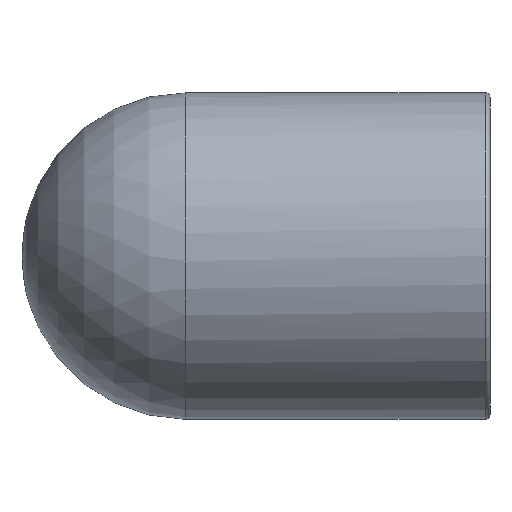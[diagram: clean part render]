
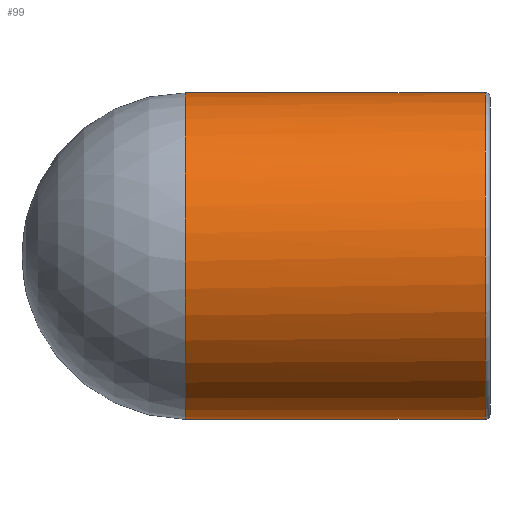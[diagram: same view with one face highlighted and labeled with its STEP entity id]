
A CAD part, left-side view. The second image highlights one B-rep face of the part: STEP entity #99.
In plain terms, the highlighted cylindrical face has radius 31 mm (diameter 62 mm), a full revolution.
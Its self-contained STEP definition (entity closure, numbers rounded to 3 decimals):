
#99 = ADVANCED_FACE( '', ( #202, #203 ), #204, .T. );
#202 = FACE_OUTER_BOUND( '', #337, .T. );
#203 = FACE_OUTER_BOUND( '', #338, .T. );
#204 = CYLINDRICAL_SURFACE( '', #339, 31. );
#337 = EDGE_LOOP( '', ( #530 ) );
#338 = EDGE_LOOP( '', ( #531, #532 ) );
#339 = AXIS2_PLACEMENT_3D( '', #533, #534, #535 );
#530 = ORIENTED_EDGE( '', *, *, #635, .F. );
#531 = ORIENTED_EDGE( '', *, *, #629, .F. );
#532 = ORIENTED_EDGE( '', *, *, #566, .T. );
#533 = CARTESIAN_POINT( '', ( 0., 0., 0. ) );
#534 = DIRECTION( '', ( 0., 1., 0. ) );
#535 = DIRECTION( '', ( 0., 0., -1. ) );
#566 = EDGE_CURVE( '', #645, #648, #650, .T. );
#629 = EDGE_CURVE( '', #645, #648, #744, .T. );
#635 = EDGE_CURVE( '', #751, #751, #752, .T. );
#645 = VERTEX_POINT( '', #763 );
#648 = VERTEX_POINT( '', #803 );
#650 = CIRCLE( '', #842, 31. );
#744 = B_SPLINE_CURVE_WITH_KNOTS( '', 3, ( #1102, #1103, #1104, #1105, #1106, #1107, #1108, #1109, #1110, #1111, #1112, #1113, #1114, #1115, #1116, #1117, #1118, #1119, #1120, #1121, #1122, #1123, #1124, #1125, #1126, #1127, #1128, #1129, #1130, #1131, #1132, #1133, #1134, #1135, #1136, #1137, #1138, #1139, #1140, #1141, #1142, #1143, #1144, #1145, #1146, #1147, #1148, #1149, #1150, #1151, #1152, #1153, #1154, #1155, #1156, #1157, #1158, #1159, #1160, #1161, #1162, #1163, #1164, #1165, #1166, #1167, #1168, #1169, #1170, #1171, #1172, #1173, #1174, #1175, #1176, #1177, #1178, #1179 ), .UNSPECIFIED., .F., .F., ( 4, 2, 2, 2, 2, 2, 2, 2, 2, 2, 2, 2, 2, 2, 2, 2, 2, 2, 2, 2, 2, 2, 2, 2, 2, 2, 2, 2, 2, 2, 2, 2, 2, 2, 2, 2, 2, 2, 4 ), ( 0.054, 0.055, 0.055, 0.057, 0.059, 0.06, 0.064, 0.067, 0.068, 0.07, 0.073, 0.08, 0.083, 0.086, 0.089, 0.093, 0.099, 0.101, 0.102, 0.105, 0.107, 0.109, 0.112, 0.115, 0.117, 0.118, 0.122, 0.125, 0.131, 0.135, 0.136, 0.138, 0.144, 0.147, 0.151, 0.152, 0.154, 0.156, 0.157 ), .UNSPECIFIED. );
#751 = VERTEX_POINT( '', #1188 );
#752 = CIRCLE( '', #1189, 31. );
#763 = CARTESIAN_POINT( '', ( 8.6, 57.807, 29.783 ) );
#803 = CARTESIAN_POINT( '', ( 8.6, 57.807, -29.783 ) );
#842 = AXIS2_PLACEMENT_3D( '', #1200, #1201, #1202 );
#1102 = CARTESIAN_POINT( '', ( 8.6, 57.807, 29.783 ) );
#1103 = CARTESIAN_POINT( '', ( 8.638, 57.536, 29.772 ) );
#1104 = CARTESIAN_POINT( '', ( 8.688, 57.267, 29.758 ) );
#1105 = CARTESIAN_POINT( '', ( 8.808, 56.739, 29.722 ) );
#1106 = CARTESIAN_POINT( '', ( 8.879, 56.479, 29.701 ) );
#1107 = CARTESIAN_POINT( '', ( 9.118, 55.708, 29.629 ) );
#1108 = CARTESIAN_POINT( '', ( 9.313, 55.207, 29.569 ) );
#1109 = CARTESIAN_POINT( '', ( 9.755, 54.224, 29.426 ) );
#1110 = CARTESIAN_POINT( '', ( 10.001, 53.743, 29.344 ) );
#1111 = CARTESIAN_POINT( '', ( 10.521, 52.812, 29.161 ) );
#1112 = CARTESIAN_POINT( '', ( 10.795, 52.359, 29.061 ) );
#1113 = CARTESIAN_POINT( '', ( 11.646, 51.029, 28.736 ) );
#1114 = CARTESIAN_POINT( '', ( 12.25, 50.178, 28.485 ) );
#1115 = CARTESIAN_POINT( '', ( 13.493, 48.52, 27.918 ) );
#1116 = CARTESIAN_POINT( '', ( 14.132, 47.714, 27.601 ) );
#1117 = CARTESIAN_POINT( '', ( 15.102, 46.527, 27.075 ) );
#1118 = CARTESIAN_POINT( '', ( 15.427, 46.136, 26.891 ) );
#1119 = CARTESIAN_POINT( '', ( 16.076, 45.364, 26.509 ) );
#1120 = CARTESIAN_POINT( '', ( 16.4, 44.984, 26.309 ) );
#1121 = CARTESIAN_POINT( '', ( 17.369, 43.857, 25.688 ) );
#1122 = CARTESIAN_POINT( '', ( 18.011, 43.126, 25.243 ) );
#1123 = CARTESIAN_POINT( '', ( 19.915, 40.986, 23.81 ) );
#1124 = CARTESIAN_POINT( '', ( 21.155, 39.63, 22.725 ) );
#1125 = CARTESIAN_POINT( '', ( 22.939, 37.7, 20.87 ) );
#1126 = CARTESIAN_POINT( '', ( 23.522, 37.073, 20.211 ) );
#1127 = CARTESIAN_POINT( '', ( 24.655, 35.862, 18.814 ) );
#1128 = CARTESIAN_POINT( '', ( 25.197, 35.285, 18.082 ) );
#1129 = CARTESIAN_POINT( '', ( 26.23, 34.191, 16.548 ) );
#1130 = CARTESIAN_POINT( '', ( 26.72, 33.673, 15.747 ) );
#1131 = CARTESIAN_POINT( '', ( 27.642, 32.702, 14.065 ) );
#1132 = CARTESIAN_POINT( '', ( 28.075, 32.248, 13.184 ) );
#1133 = CARTESIAN_POINT( '', ( 29.266, 31., 10.418 ) );
#1134 = CARTESIAN_POINT( '', ( 29.895, 30.344, 8.471 ) );
#1135 = CARTESIAN_POINT( '', ( 30.44, 29.776, 5.889 ) );
#1136 = CARTESIAN_POINT( '', ( 30.537, 29.675, 5.363 ) );
#1137 = CARTESIAN_POINT( '', ( 30.705, 29.5, 4.303 ) );
#1138 = CARTESIAN_POINT( '', ( 30.774, 29.428, 3.771 ) );
#1139 = CARTESIAN_POINT( '', ( 30.942, 29.253, 2.175 ) );
#1140 = CARTESIAN_POINT( '', ( 30.999, 29.194, 1.107 ) );
#1141 = CARTESIAN_POINT( '', ( 31.001, 29.192, -0.501 ) );
#1142 = CARTESIAN_POINT( '', ( 30.987, 29.206, -1.038 ) );
#1143 = CARTESIAN_POINT( '', ( 30.933, 29.263, -2.114 ) );
#1144 = CARTESIAN_POINT( '', ( 30.891, 29.306, -2.654 ) );
#1145 = CARTESIAN_POINT( '', ( 30.724, 29.48, -4.269 ) );
#1146 = CARTESIAN_POINT( '', ( 30.558, 29.653, -5.321 ) );
#1147 = CARTESIAN_POINT( '', ( 30.127, 30.102, -7.381 ) );
#1148 = CARTESIAN_POINT( '', ( 29.862, 30.379, -8.388 ) );
#1149 = CARTESIAN_POINT( '', ( 29.393, 30.868, -9.866 ) );
#1150 = CARTESIAN_POINT( '', ( 29.224, 31.045, -10.354 ) );
#1151 = CARTESIAN_POINT( '', ( 28.868, 31.416, -11.308 ) );
#1152 = CARTESIAN_POINT( '', ( 28.681, 31.613, -11.775 ) );
#1153 = CARTESIAN_POINT( '', ( 28.091, 32.231, -13.149 ) );
#1154 = CARTESIAN_POINT( '', ( 27.661, 32.682, -14.028 ) );
#1155 = CARTESIAN_POINT( '', ( 26.736, 33.656, -15.719 ) );
#1156 = CARTESIAN_POINT( '', ( 26.238, 34.182, -16.535 ) );
#1157 = CARTESIAN_POINT( '', ( 24.681, 35.832, -18.849 ) );
#1158 = CARTESIAN_POINT( '', ( 23.557, 37.031, -20.224 ) );
#1159 = CARTESIAN_POINT( '', ( 21.774, 38.96, -22.082 ) );
#1160 = CARTESIAN_POINT( '', ( 21.163, 39.624, -22.667 ) );
#1161 = CARTESIAN_POINT( '', ( 20.227, 40.653, -23.496 ) );
#1162 = CARTESIAN_POINT( '', ( 19.91, 41.003, -23.764 ) );
#1163 = CARTESIAN_POINT( '', ( 19.275, 41.708, -24.283 ) );
#1164 = CARTESIAN_POINT( '', ( 18.956, 42.065, -24.532 ) );
#1165 = CARTESIAN_POINT( '', ( 17.356, 43.863, -25.736 ) );
#1166 = CARTESIAN_POINT( '', ( 16.059, 45.356, -26.556 ) );
#1167 = CARTESIAN_POINT( '', ( 14.14, 47.704, -27.597 ) );
#1168 = CARTESIAN_POINT( '', ( 13.504, 48.506, -27.912 ) );
#1169 = CARTESIAN_POINT( '', ( 12.262, 50.161, -28.48 ) );
#1170 = CARTESIAN_POINT( '', ( 11.655, 51.015, -28.732 ) );
#1171 = CARTESIAN_POINT( '', ( 10.794, 52.359, -29.062 ) );
#1172 = CARTESIAN_POINT( '', ( 10.518, 52.817, -29.162 ) );
#1173 = CARTESIAN_POINT( '', ( 9.999, 53.749, -29.345 ) );
#1174 = CARTESIAN_POINT( '', ( 9.755, 54.224, -29.426 ) );
#1175 = CARTESIAN_POINT( '', ( 9.316, 55.2, -29.568 ) );
#1176 = CARTESIAN_POINT( '', ( 9.12, 55.702, -29.629 ) );
#1177 = CARTESIAN_POINT( '', ( 8.798, 56.741, -29.726 ) );
#1178 = CARTESIAN_POINT( '', ( 8.675, 57.272, -29.762 ) );
#1179 = CARTESIAN_POINT( '', ( 8.6, 57.807, -29.783 ) );
#1188 = CARTESIAN_POINT( '', ( 0., 0.9, -31. ) );
#1189 = AXIS2_PLACEMENT_3D( '', #1271, #1272, #1273 );
#1200 = CARTESIAN_POINT( '', ( 0., 57.807, 0. ) );
#1201 = DIRECTION( '', ( 0., -1., 0. ) );
#1202 = DIRECTION( '', ( 0., 0., -1. ) );
#1271 = CARTESIAN_POINT( '', ( 0., 0.9, 0. ) );
#1272 = DIRECTION( '', ( 0., -1., 0. ) );
#1273 = DIRECTION( '', ( 0., 0., -1. ) );
